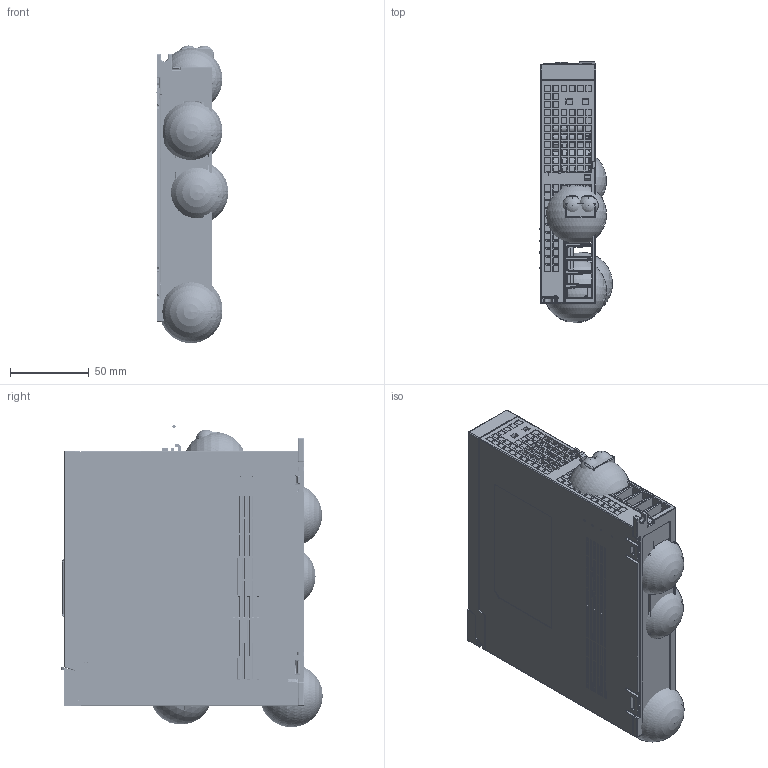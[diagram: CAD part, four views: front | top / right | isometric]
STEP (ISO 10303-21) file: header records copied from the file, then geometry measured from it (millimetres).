
FILE_DESCRIPTION((''),'2;1');
FILE_NAME('X5-400-20201009_ASM','2023-03-09T09:48:31',('cheny'),('Invt'),'CREO PARAMETRIC BY PTC INC, 2020053','CREO PARAMETRIC BY PTC INC, 2020053','');
FILE_SCHEMA(('CONFIG_CONTROL_DESIGN'));
Products named in the file (1): X5-400-20201009_ASM
Bounding box: 46.2 x 165.91 x 191.68 mm (x, y, z)
Surface area: 289247.3 mm2 (no closed solid volume)
Topology: 0 solids, 0 shells, 6722 faces, 36457 edges, 36216 vertices
Faces by surface type: plane 4867, cylinder 1260, bspline 219, sphere 173, cone 112, torus 70, extrusion 21
Entity records: 457783 total; most frequent: CARTESIAN_POINT 106920, DIRECTION 63954, TRIMMED_CURVE 48605, VECTOR 46262, LINE 46241, DEFINITIONAL_REPRESENTATION 36081, PCURVE 36081, COMPOSITE_CURVE_SEGMENT 36081
